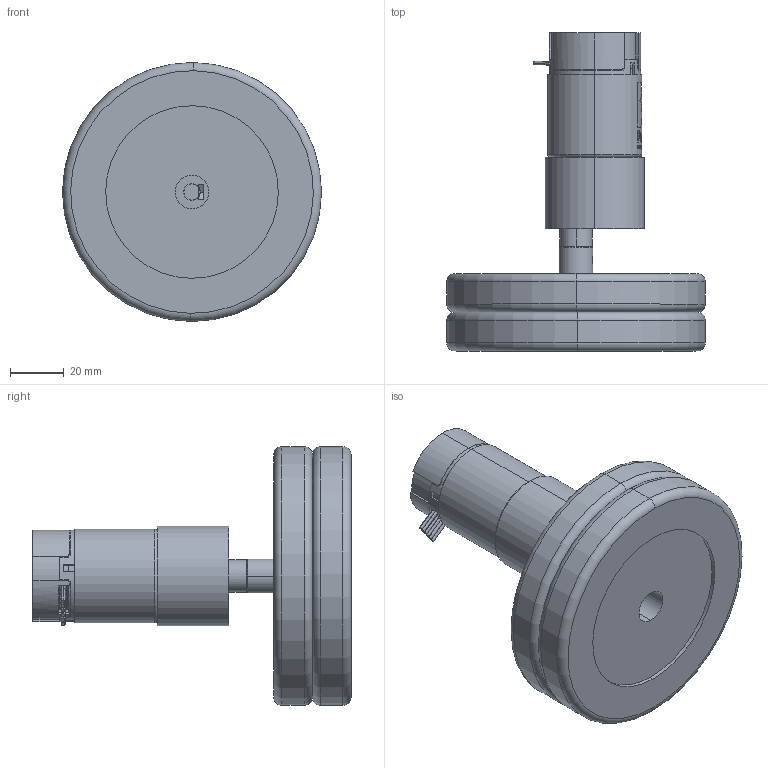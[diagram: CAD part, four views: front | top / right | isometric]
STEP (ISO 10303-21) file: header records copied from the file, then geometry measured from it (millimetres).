
FILE_DESCRIPTION (( 'STEP AP214' ), '1' );
FILE_NAME ('motor-subassembly.STEP', '2022-09-16T18:07:54', ( '' ), ( '' ), 'SwSTEP 2.0', 'SolidWorks 2022', '' );
FILE_SCHEMA (( 'AUTOMOTIVE_DESIGN' ));
Length unit declared in the file: millimetre
Products named in the file (4): BB311-Motor-Coupler v18.step; omni-wheel-100mm; motor-subassembly; 37d-gearmotor-100-131-150-encoder.step
Assembly tree (4 placements, depth 2):
  motor-subassembly
    37d-gearmotor-100-131-150-encoder.step
    BB311-Motor-Coupler v18.step
    omni-wheel-100mm  x2
Bounding box: 96 x 117.92 x 96 mm (x, y, z)
Volume: 250863.8 mm3; surface area: 59681.4 mm2
Topology: 4 solids, 4 shells, 711 faces, 1812 edges, 1169 vertices
Faces by surface type: plane 404, cylinder 162, bspline 125, torus 12, cone 8
Entity records: 35443 total; most frequent: CARTESIAN_POINT 14956, ORIENTED_EDGE 3560, DIRECTION 2953, EDGE_CURVE 1780, VERTEX_POINT 1149, AXIS2_PLACEMENT_3D 1023, VECTOR 907, LINE 907
